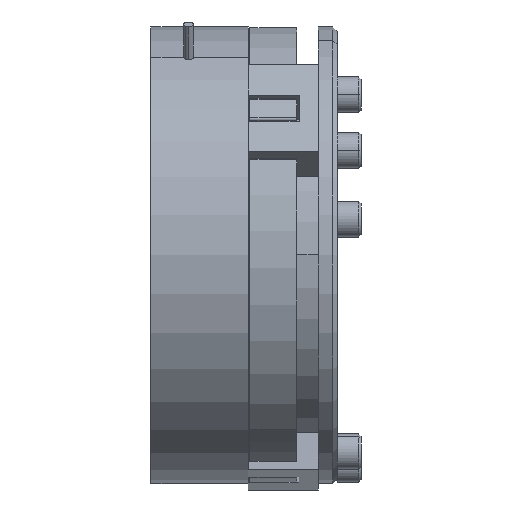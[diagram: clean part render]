
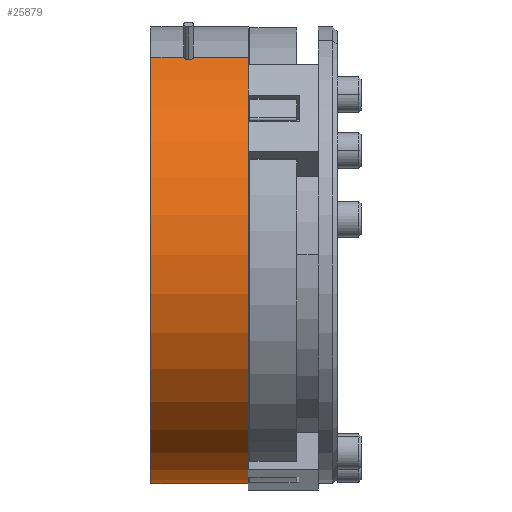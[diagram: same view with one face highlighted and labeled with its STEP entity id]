
A CAD part, top view. The second image highlights one B-rep face of the part: STEP entity #25879.
In plain terms, the highlighted cylindrical face has radius 152.4 mm (diameter 304.8 mm), a partial arc.
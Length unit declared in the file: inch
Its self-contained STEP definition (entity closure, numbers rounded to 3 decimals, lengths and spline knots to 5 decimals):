
#971 = VECTOR ( 'NONE', #38418, 39.37008 ) ;
#2742 = DIRECTION ( 'NONE',  ( -1., 0., 0. ) ) ;
#6158 = EDGE_CURVE ( 'NONE', #40955, #28633, #36587, .T. ) ;
#6178 = CARTESIAN_POINT ( 'NONE',  ( 2.56, 5.19615, 3. ) ) ;
#7901 = CARTESIAN_POINT ( 'NONE',  ( 0., -5.19615, -3. ) ) ;
#7973 = CIRCLE ( 'NONE', #19316, 6. ) ;
#8326 = LINE ( 'NONE', #44734, #26978 ) ;
#11268 = DIRECTION ( 'NONE',  ( -1., 0., 0. ) ) ;
#11814 = CARTESIAN_POINT ( 'NONE',  ( 0., 5.19615, 3. ) ) ;
#13579 = CARTESIAN_POINT ( 'NONE',  ( 2.56, -5.19615, -3. ) ) ;
#19268 = DIRECTION ( 'NONE',  ( 0., -0.866, -0.5 ) ) ;
#19316 = AXIS2_PLACEMENT_3D ( 'NONE', #45223, #21312, #49262 ) ;
#20574 = AXIS2_PLACEMENT_3D ( 'NONE', #43148, #11268, #19268 ) ;
#20828 = DIRECTION ( 'NONE',  ( -1., 0., 0. ) ) ;
#21080 = ORIENTED_EDGE ( 'NONE', *, *, #38536, .F. ) ;
#21312 = DIRECTION ( 'NONE',  ( -1., 0., 0. ) ) ;
#22583 = CYLINDRICAL_SURFACE ( 'NONE', #20574, 6. ) ;
#25879 = ADVANCED_FACE ( 'NONE', ( #43833 ), #22583, .T. ) ;
#26616 = CARTESIAN_POINT ( 'NONE',  ( 0., 0., 0. ) ) ;
#26978 = VECTOR ( 'NONE', #20828, 39.37008 ) ;
#27909 = EDGE_LOOP ( 'NONE', ( #31040, #36792, #44825, #21080 ) ) ;
#28633 = VERTEX_POINT ( 'NONE', #11814 ) ;
#30401 = CARTESIAN_POINT ( 'NONE',  ( -0.7596, 5.19615, 3. ) ) ;
#30658 = DIRECTION ( 'NONE',  ( 0., -0.866, -0.5 ) ) ;
#30694 = EDGE_CURVE ( 'NONE', #40770, #28633, #44693, .T. ) ;
#31040 = ORIENTED_EDGE ( 'NONE', *, *, #49470, .T. ) ;
#34811 = VERTEX_POINT ( 'NONE', #13579 ) ;
#36587 = CIRCLE ( 'NONE', #45182, 6. ) ;
#36792 = ORIENTED_EDGE ( 'NONE', *, *, #30694, .T. ) ;
#38418 = DIRECTION ( 'NONE',  ( -1., 0., 0. ) ) ;
#38536 = EDGE_CURVE ( 'NONE', #34811, #40955, #8326, .T. ) ;
#40770 = VERTEX_POINT ( 'NONE', #6178 ) ;
#40955 = VERTEX_POINT ( 'NONE', #7901 ) ;
#43148 = CARTESIAN_POINT ( 'NONE',  ( -0.7596, 0., 0. ) ) ;
#43833 = FACE_OUTER_BOUND ( 'NONE', #27909, .T. ) ;
#44693 = LINE ( 'NONE', #30401, #971 ) ;
#44734 = CARTESIAN_POINT ( 'NONE',  ( -0.7596, -5.19615, -3. ) ) ;
#44825 = ORIENTED_EDGE ( 'NONE', *, *, #6158, .F. ) ;
#45182 = AXIS2_PLACEMENT_3D ( 'NONE', #26616, #2742, #30658 ) ;
#45223 = CARTESIAN_POINT ( 'NONE',  ( 2.56, 0., 0. ) ) ;
#49262 = DIRECTION ( 'NONE',  ( 0., -0.866, -0.5 ) ) ;
#49470 = EDGE_CURVE ( 'NONE', #34811, #40770, #7973, .T. ) ;
